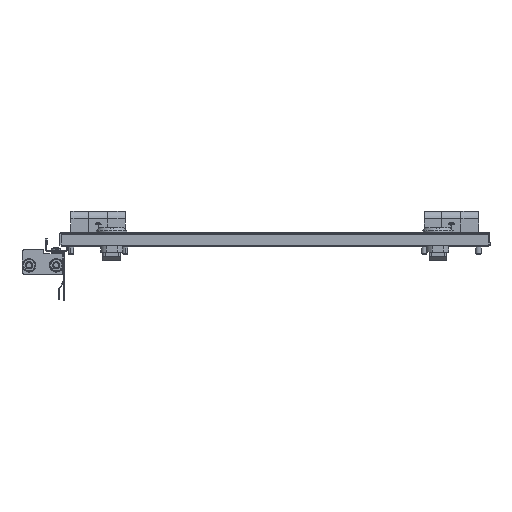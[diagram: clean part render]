
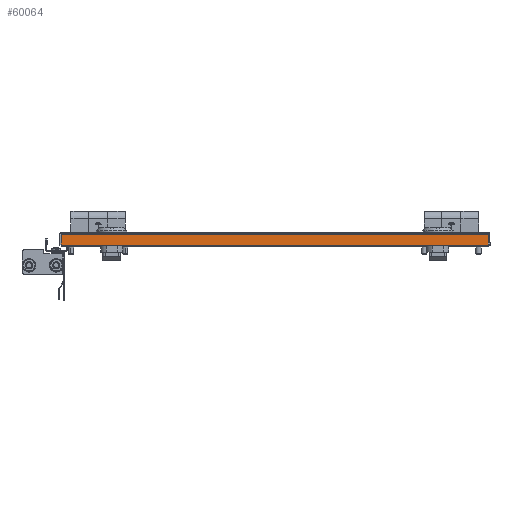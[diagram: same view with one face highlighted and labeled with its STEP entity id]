
A CAD part, left-side view. The second image highlights one B-rep face of the part: STEP entity #60064.
In plain terms, the highlighted planar face has unit normal (-1, 0, 0).
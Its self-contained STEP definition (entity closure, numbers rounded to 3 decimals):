
#4451 = CARTESIAN_POINT ( 'NONE',  ( -589.25, -196.531, -12. ) ) ;
#5783 = EDGE_CURVE ( 'NONE', #22382, #6041, #8062, .T. ) ;
#5814 = CARTESIAN_POINT ( 'NONE',  ( -589.25, -0.002, -12. ) ) ;
#6041 = VERTEX_POINT ( 'NONE', #9773 ) ;
#8062 = LINE ( 'NONE', #21324, #17594 ) ;
#8223 = EDGE_LOOP ( 'NONE', ( #45104, #53695, #40696, #38053 ) ) ;
#9421 = LINE ( 'NONE', #5814, #58783 ) ;
#9773 = CARTESIAN_POINT ( 'NONE',  ( -589.25, -196.531, -2.4 ) ) ;
#10744 = CARTESIAN_POINT ( 'NONE',  ( -589.25, -0.002, 0. ) ) ;
#10948 = DIRECTION ( 'NONE',  ( 0., 0., -1. ) ) ;
#12777 = CARTESIAN_POINT ( 'NONE',  ( -589.25, 196.528, -12. ) ) ;
#12941 = AXIS2_PLACEMENT_3D ( 'NONE', #10744, #24592, #10948 ) ;
#15965 = VECTOR ( 'NONE', #29812, 1000. ) ;
#17288 = EDGE_CURVE ( 'NONE', #22382, #17781, #41853, .T. ) ;
#17594 = VECTOR ( 'NONE', #25303, 1000. ) ;
#17781 = VERTEX_POINT ( 'NONE', #12777 ) ;
#18537 = VERTEX_POINT ( 'NONE', #4451 ) ;
#21324 = CARTESIAN_POINT ( 'NONE',  ( -589.25, -198.002, -2.4 ) ) ;
#22382 = VERTEX_POINT ( 'NONE', #26034 ) ;
#23666 = FACE_OUTER_BOUND ( 'NONE', #8223, .T. ) ;
#24592 = DIRECTION ( 'NONE',  ( 1., 0., 0. ) ) ;
#25303 = DIRECTION ( 'NONE',  ( 0., -1., 0. ) ) ;
#26034 = CARTESIAN_POINT ( 'NONE',  ( -589.25, 196.528, -2.4 ) ) ;
#29812 = DIRECTION ( 'NONE',  ( 0., 0., -1. ) ) ;
#32415 = EDGE_CURVE ( 'NONE', #17781, #18537, #9421, .T. ) ;
#32938 = VECTOR ( 'NONE', #33091, 1000. ) ;
#33091 = DIRECTION ( 'NONE',  ( 0., 0., -1. ) ) ;
#34357 = LINE ( 'NONE', #39491, #15965 ) ;
#38053 = ORIENTED_EDGE ( 'NONE', *, *, #32415, .T. ) ;
#38246 = CARTESIAN_POINT ( 'NONE',  ( -589.25, 196.528, 0. ) ) ;
#38946 = PLANE ( 'NONE',  #12941 ) ;
#39491 = CARTESIAN_POINT ( 'NONE',  ( -589.25, -196.531, -1.4 ) ) ;
#40696 = ORIENTED_EDGE ( 'NONE', *, *, #17288, .T. ) ;
#41853 = LINE ( 'NONE', #38246, #32938 ) ;
#45104 = ORIENTED_EDGE ( 'NONE', *, *, #47301, .F. ) ;
#47301 = EDGE_CURVE ( 'NONE', #6041, #18537, #34357, .T. ) ;
#52954 = DIRECTION ( 'NONE',  ( 0., -1., 0. ) ) ;
#53695 = ORIENTED_EDGE ( 'NONE', *, *, #5783, .F. ) ;
#58783 = VECTOR ( 'NONE', #52954, 1000. ) ;
#60064 = ADVANCED_FACE ( 'NONE', ( #23666 ), #38946, .F. ) ;
